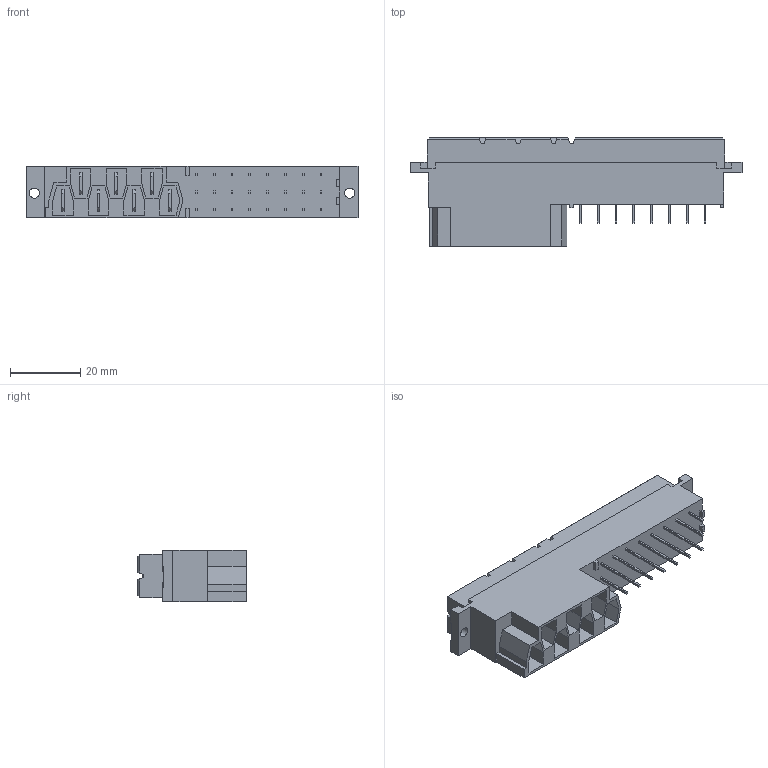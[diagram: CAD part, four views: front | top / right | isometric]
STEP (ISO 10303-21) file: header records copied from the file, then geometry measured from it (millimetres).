
FILE_DESCRIPTION(/* description */ (''),/* implementation_level */ '2;1');
FILE_NAME(/* name */ '100101629ugm000_c.stp',/* time_stamp */ '2016-08-22T09:22:31+02:00',/* author */ (''),/* organization */ (''),/* preprocessor_version */ 'ST-DEVELOPER v16',/* originating_system */ 'SIEMENS PLM Software NX 10.0',/* authorisation */ '');
FILE_SCHEMA (('AUTOMOTIVE_DESIGN { 1 0 10303 214 3 1 1 1 }'));
Length unit declared in the file: millimetre
Products named in the file (1): 100101629ugm000_c
Bounding box: 94.75 x 30.92 x 14.7 mm (x, y, z)
Volume: 24244.2 mm3; surface area: 11971.6 mm2
Topology: 1 solids, 1 shells, 516 faces, 1331 edges, 886 vertices
Faces by surface type: plane 507, cylinder 9
Full cylindrical faces by diameter (mm): 1.73 x7, 2.87 x2
Entity records: 17785 total; most frequent: CARTESIAN_POINT 2725, ORIENTED_EDGE 2644, DIRECTION 2374, EDGE_CURVE 1322, LINE 1304, VECTOR 1304, VERTEX_POINT 886, EDGE_LOOP 612
